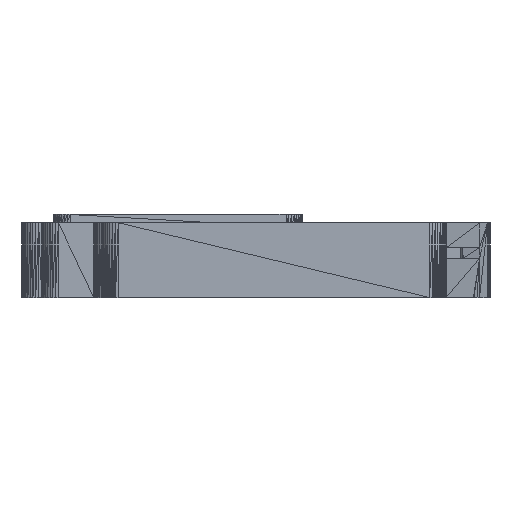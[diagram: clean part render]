
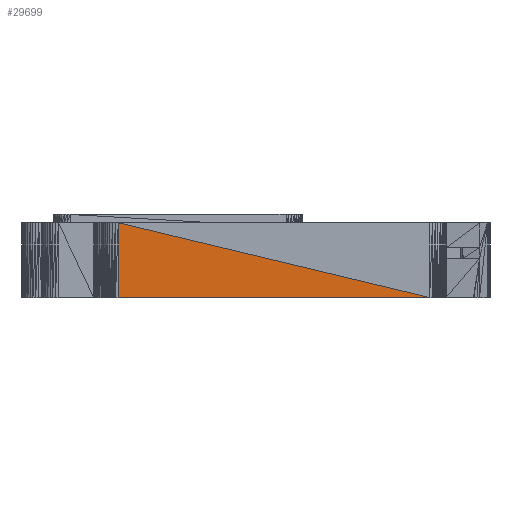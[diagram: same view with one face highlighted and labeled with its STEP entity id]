
A CAD part, left-side view. The second image highlights one B-rep face of the part: STEP entity #29699.
In plain terms, the highlighted planar face has unit normal (-1, 0, 0).
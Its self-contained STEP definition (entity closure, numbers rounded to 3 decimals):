
#29699 = ADVANCED_FACE('',(#29700),#29726,.T.);
#29700 = FACE_BOUND('',#29701,.T.);
#29701 = EDGE_LOOP('',(#29702,#29712,#29720));
#29702 = ORIENTED_EDGE('',*,*,#29703,.F.);
#29703 = EDGE_CURVE('',#29704,#29706,#29708,.T.);
#29704 = VERTEX_POINT('',#29705);
#29705 = CARTESIAN_POINT('',(87.,-84.,0.));
#29706 = VERTEX_POINT('',#29707);
#29707 = CARTESIAN_POINT('',(87.,-84.,18.));
#29708 = LINE('',#29709,#29710);
#29709 = CARTESIAN_POINT('',(87.,-84.,0.));
#29710 = VECTOR('',#29711,1.);
#29711 = DIRECTION('',(0.,0.,1.));
#29712 = ORIENTED_EDGE('',*,*,#29713,.F.);
#29713 = EDGE_CURVE('',#29714,#29704,#29716,.T.);
#29714 = VERTEX_POINT('',#29715);
#29715 = CARTESIAN_POINT('',(87.,-159.,0.));
#29716 = LINE('',#29717,#29718);
#29717 = CARTESIAN_POINT('',(87.,-159.,0.));
#29718 = VECTOR('',#29719,1.);
#29719 = DIRECTION('',(0.,1.,0.));
#29720 = ORIENTED_EDGE('',*,*,#29721,.T.);
#29721 = EDGE_CURVE('',#29714,#29706,#29722,.T.);
#29722 = LINE('',#29723,#29724);
#29723 = CARTESIAN_POINT('',(87.,-159.,0.));
#29724 = VECTOR('',#29725,1.);
#29725 = DIRECTION('',(0.,0.972,0.233));
#29726 = PLANE('',#29727);
#29727 = AXIS2_PLACEMENT_3D('',#29728,#29729,#29730);
#29728 = CARTESIAN_POINT('',(87.,-117.532,5.032));
#29729 = DIRECTION('',(-1.,-0.,-0.));
#29730 = DIRECTION('',(0.,0.,-1.));
